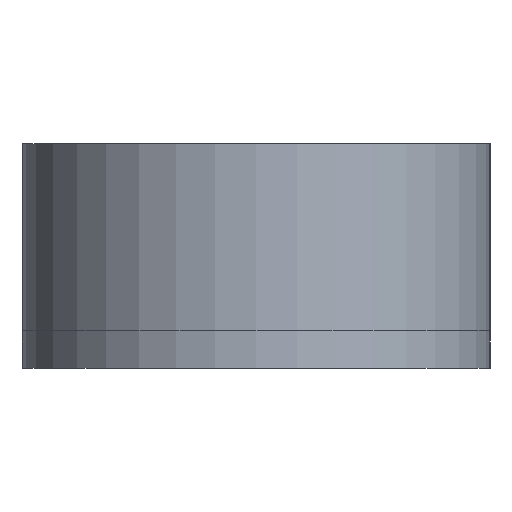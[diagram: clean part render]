
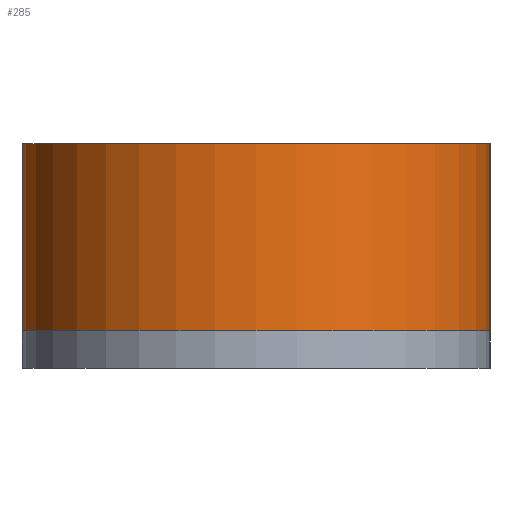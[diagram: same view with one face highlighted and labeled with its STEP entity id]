
A CAD part, left-side view. The second image highlights one B-rep face of the part: STEP entity #285.
In plain terms, the highlighted cylindrical face has radius 12.5 mm (diameter 25 mm), a partial arc.
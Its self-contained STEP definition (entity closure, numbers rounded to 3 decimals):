
#32 = VERTEX_POINT('',#33);
#33 = CARTESIAN_POINT('',(-27.5,-12.5,0.));
#39 = EDGE_CURVE('',#32,#40,#42,.T.);
#40 = VERTEX_POINT('',#41);
#41 = CARTESIAN_POINT('',(-27.5,-12.5,10.));
#42 = LINE('',#43,#44);
#43 = CARTESIAN_POINT('',(-27.5,-12.5,0.));
#44 = VECTOR('',#45,1.);
#45 = DIRECTION('',(0.,0.,1.));
#217 = VERTEX_POINT('',#218);
#218 = CARTESIAN_POINT('',(-27.5,12.5,10.));
#224 = EDGE_CURVE('',#217,#40,#225,.T.);
#225 = CIRCLE('',#226,12.5);
#226 = AXIS2_PLACEMENT_3D('',#227,#228,#229);
#227 = CARTESIAN_POINT('',(-27.5,0.,10.));
#228 = DIRECTION('',(0.,0.,1.));
#229 = DIRECTION('',(1.,0.,0.));
#285 = ADVANCED_FACE('',(#286),#305,.T.);
#286 = FACE_BOUND('',#287,.F.);
#287 = EDGE_LOOP('',(#288,#296,#297,#298));
#288 = ORIENTED_EDGE('',*,*,#289,.T.);
#289 = EDGE_CURVE('',#290,#217,#292,.T.);
#290 = VERTEX_POINT('',#291);
#291 = CARTESIAN_POINT('',(-27.5,12.5,0.));
#292 = LINE('',#293,#294);
#293 = CARTESIAN_POINT('',(-27.5,12.5,0.));
#294 = VECTOR('',#295,1.);
#295 = DIRECTION('',(0.,0.,1.));
#296 = ORIENTED_EDGE('',*,*,#224,.T.);
#297 = ORIENTED_EDGE('',*,*,#39,.F.);
#298 = ORIENTED_EDGE('',*,*,#299,.F.);
#299 = EDGE_CURVE('',#290,#32,#300,.T.);
#300 = CIRCLE('',#301,12.5);
#301 = AXIS2_PLACEMENT_3D('',#302,#303,#304);
#302 = CARTESIAN_POINT('',(-27.5,0.,0.));
#303 = DIRECTION('',(0.,0.,1.));
#304 = DIRECTION('',(1.,0.,0.));
#305 = CYLINDRICAL_SURFACE('',#306,12.5);
#306 = AXIS2_PLACEMENT_3D('',#307,#308,#309);
#307 = CARTESIAN_POINT('',(-27.5,0.,0.));
#308 = DIRECTION('',(-0.,-0.,-1.));
#309 = DIRECTION('',(1.,0.,0.));
